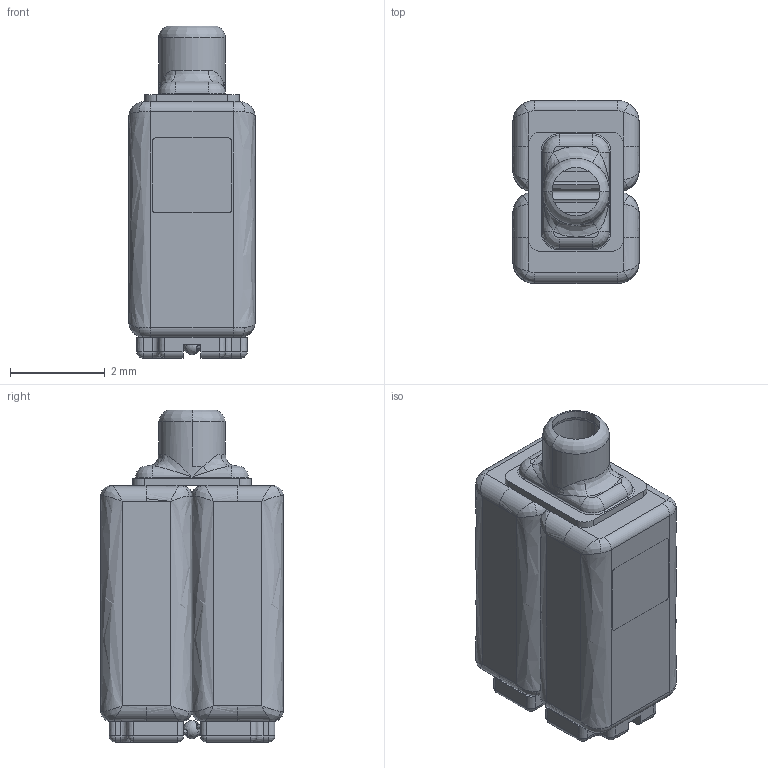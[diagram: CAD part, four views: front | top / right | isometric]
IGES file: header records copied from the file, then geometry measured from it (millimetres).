
Start section:  PTC IGES file: swfk-31736-000_asm_sw0001.igs
Global section: file name: swfk-31736-000_asm_sw0001.igs; native system: Creo Parametric by Parametric Technology Corporation; preprocessor: 2012480; author: oqiu; organization: Unknown; date: 20131115.083929; units: inch
Bounding box: 2.67 x 3.86 x 7.01 mm (x, y, z)
Volume: 14.9 mm3; surface area: 202.8 mm2
Topology: 1 solids, 1 shells, 423 faces, 1118 edges, 674 vertices
Faces by surface type: revolution 248, bspline 175
